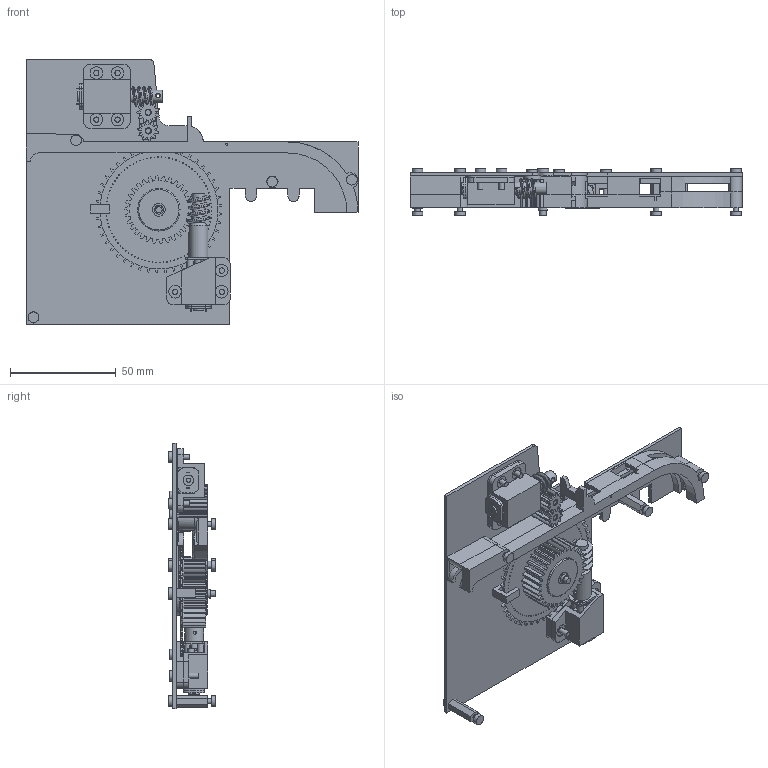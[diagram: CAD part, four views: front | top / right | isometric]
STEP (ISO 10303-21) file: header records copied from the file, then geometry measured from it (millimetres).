
FILE_DESCRIPTION(/* description */ ('STEP AP214'),/* implementation_level */ '2;1');
FILE_NAME(/* name */ '60073760f2cef7192910599f',/* time_stamp */ '2021-01-19T19:47:47+00:00',/* author */ (''),/* organization */ (''),/* preprocessor_version */ 'ST-DEVELOPER v18.1',/* originating_system */ ' ',/* authorisation */ ' ');
FILE_SCHEMA (('AUTOMOTIVE_DESIGN {1 0 10303 214 3 1 1}'));
Length unit declared in the file: metre
Products named in the file (39): 8 mm; Pin2.5; Motor STEP; 15mm Spacer Hex; tape_bot; TG_11-8mm; Gear30; thick_sproc_bot; tape_top; Pin2.5_12; WormGear30; Sprocket_45; Pin1; Pin2.5_16; TG_10-8mm; TapeGearSpacer; TapeWorm; thick_sproc_top_C; F-Wall_8mm; 15mm Spacer Round; Brazo STEP; Encoder; B-PCB; B-Wall_8mm
Assembly tree (70 placements, depth 2):
  8 mm
    Pin2.5  x12
    Motor STEP  x2
    15mm Spacer Hex  x2
    tape_bot
    TG_11-8mm
    Motor STEP  x2
    Gear30
    thick_sproc_bot
    Motor STEP  x2
    Motor STEP  x2
    tape_top
    Motor STEP  x2
    Pin2.5_12  x3
    Motor STEP  x2
    WormGear30
    Sprocket_45
    Pin1
    Pin2.5_16  x2
    TG_10-8mm
    TapeGearSpacer
    Motor STEP  x2
    Motor STEP  x2
    Motor STEP  x2
    Motor STEP  x2
    Motor STEP  x2
    TapeWorm
    thick_sproc_top_C
    Motor STEP  x2
    Motor STEP  x2
    F-Wall_8mm
    15mm Spacer Round
    Motor STEP  x2
    Brazo STEP  x2
    Encoder
    Motor STEP  x2
    Brazo STEP  x2
    B-PCB
    B-Wall_8mm
Bounding box: 156.63 x 22.2 x 125.2 mm (x, y, z)
Volume: 59474.5 mm3; surface area: 68163.3 mm2
Topology: 70 solids, 70 shells, 1505 faces, 3915 edges, 2605 vertices
Faces by surface type: plane 978, cylinder 421, bspline 103, torus 3
Full cylindrical faces by diameter (mm): 0.3 x90, 0.4 x8, 1 x10, 1.5 x3, 2 x12, 2.2 x12, 2.5 x35, 2.6 x5, 2.9 x1, 3 x18, 3.071 x2, 3.708 x2, 3.9 x2, 4 x4, 4.2 x1, 4.708 x2, 5 x21, 5.5 x1, 5.8 x4, 5.9 x7, 6 x2, 6.2 x2, 9 x1, 20 x2
Entity records: 43901 total; most frequent: CARTESIAN_POINT 10817, ORIENTED_EDGE 6570, DIRECTION 6260, EDGE_CURVE 3285, LINE 2340, VECTOR 2340, VERTEX_POINT 2306, AXIS2_PLACEMENT_3D 1960
